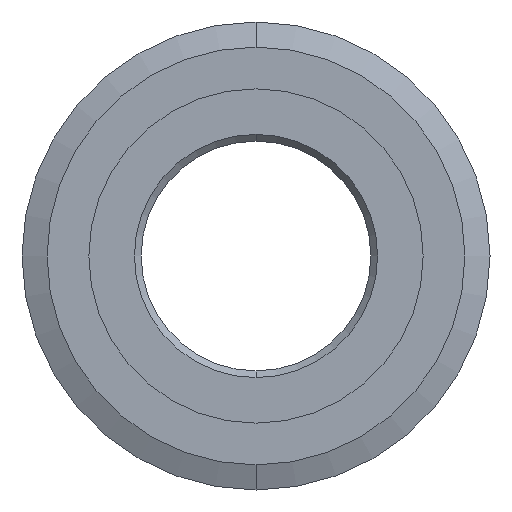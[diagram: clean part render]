
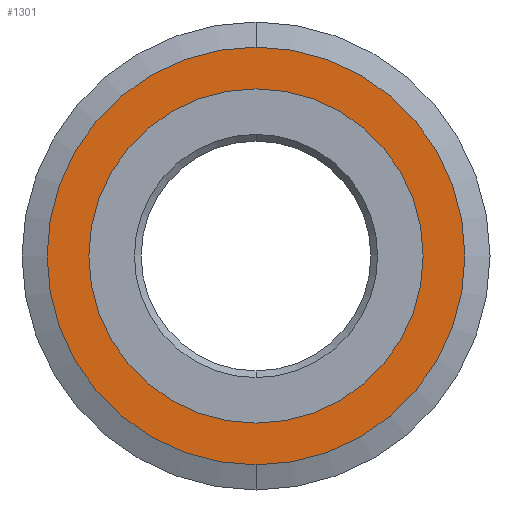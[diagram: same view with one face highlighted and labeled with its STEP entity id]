
A CAD part, front view. The second image highlights one B-rep face of the part: STEP entity #1301.
In plain terms, the highlighted planar face has unit normal (0, -1, 0).
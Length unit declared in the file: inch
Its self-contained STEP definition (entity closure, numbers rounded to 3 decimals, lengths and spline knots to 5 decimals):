
#26 = ORIENTED_EDGE ( 'NONE', *, *, #406, .T. ) ;
#124 = VERTEX_POINT ( 'NONE', #1128 ) ;
#137 = CARTESIAN_POINT ( 'NONE',  ( 0., -0.55, 0. ) ) ;
#142 = AXIS2_PLACEMENT_3D ( 'NONE', #1152, #277, #1179 ) ;
#192 = EDGE_LOOP ( 'NONE', ( #1347, #485 ) ) ;
#244 = VERTEX_POINT ( 'NONE', #1386 ) ;
#263 = DIRECTION ( 'NONE',  ( 0., 0., -1. ) ) ;
#277 = DIRECTION ( 'NONE',  ( 0., 1., 0. ) ) ;
#343 = DIRECTION ( 'NONE',  ( 0., -1., 0. ) ) ;
#346 = CIRCLE ( 'NONE', #1417, 0.625 ) ;
#373 = CIRCLE ( 'NONE', #1682, 0.5 ) ;
#404 = VERTEX_POINT ( 'NONE', #1425 ) ;
#406 = EDGE_CURVE ( 'NONE', #983, #124, #749, .T. ) ;
#417 = DIRECTION ( 'NONE',  ( 0., -1., 0. ) ) ;
#448 = EDGE_CURVE ( 'NONE', #244, #404, #373, .T. ) ;
#485 = ORIENTED_EDGE ( 'NONE', *, *, #1157, .F. ) ;
#517 = CARTESIAN_POINT ( 'NONE',  ( 0., -0.55, 0. ) ) ;
#568 = PLANE ( 'NONE',  #142 ) ;
#588 = DIRECTION ( 'NONE',  ( 0., -1., 0. ) ) ;
#662 = ORIENTED_EDGE ( 'NONE', *, *, #689, .T. ) ;
#673 = DIRECTION ( 'NONE',  ( 0., -1., 0. ) ) ;
#689 = EDGE_CURVE ( 'NONE', #124, #983, #346, .T. ) ;
#749 = CIRCLE ( 'NONE', #844, 0.625 ) ;
#844 = AXIS2_PLACEMENT_3D ( 'NONE', #137, #588, #263 ) ;
#871 = FACE_OUTER_BOUND ( 'NONE', #920, .T. ) ;
#920 = EDGE_LOOP ( 'NONE', ( #26, #662 ) ) ;
#983 = VERTEX_POINT ( 'NONE', #1300 ) ;
#1100 = AXIS2_PLACEMENT_3D ( 'NONE', #517, #673, #1423 ) ;
#1128 = CARTESIAN_POINT ( 'NONE',  ( 0., -0.55, 0.625 ) ) ;
#1152 = CARTESIAN_POINT ( 'NONE',  ( 0., -0.55, 0. ) ) ;
#1157 = EDGE_CURVE ( 'NONE', #404, #244, #1189, .T. ) ;
#1164 = DIRECTION ( 'NONE',  ( 0., 0., -1. ) ) ;
#1179 = DIRECTION ( 'NONE',  ( 0., 0., 1. ) ) ;
#1189 = CIRCLE ( 'NONE', #1100, 0.5 ) ;
#1211 = CARTESIAN_POINT ( 'NONE',  ( 0., -0.55, 0. ) ) ;
#1300 = CARTESIAN_POINT ( 'NONE',  ( 0., -0.55, -0.625 ) ) ;
#1301 = ADVANCED_FACE ( 'NONE', ( #1739, #871 ), #568, .F. ) ;
#1347 = ORIENTED_EDGE ( 'NONE', *, *, #448, .F. ) ;
#1386 = CARTESIAN_POINT ( 'NONE',  ( 0., -0.55, -0.5 ) ) ;
#1417 = AXIS2_PLACEMENT_3D ( 'NONE', #1737, #417, #1164 ) ;
#1423 = DIRECTION ( 'NONE',  ( 0., 0., -1. ) ) ;
#1425 = CARTESIAN_POINT ( 'NONE',  ( 0., -0.55, 0.5 ) ) ;
#1608 = DIRECTION ( 'NONE',  ( 0., 0., -1. ) ) ;
#1682 = AXIS2_PLACEMENT_3D ( 'NONE', #1211, #343, #1608 ) ;
#1737 = CARTESIAN_POINT ( 'NONE',  ( 0., -0.55, 0. ) ) ;
#1739 = FACE_BOUND ( 'NONE', #192, .T. ) ;
